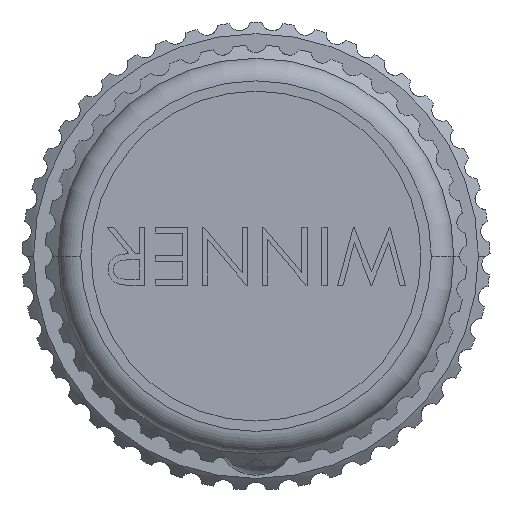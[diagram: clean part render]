
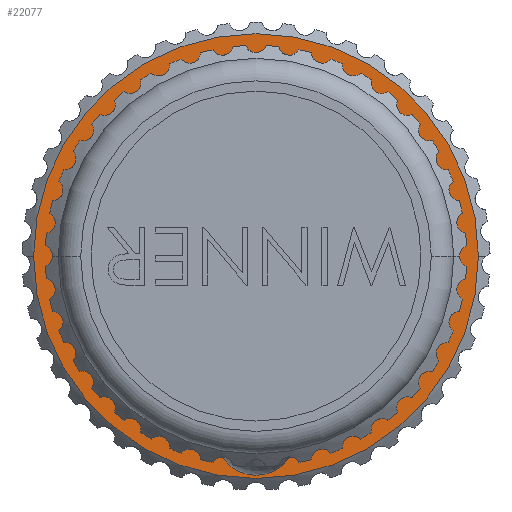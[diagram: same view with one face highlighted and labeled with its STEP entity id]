
A CAD part, left-side view. The second image highlights one B-rep face of the part: STEP entity #22077.
In plain terms, the highlighted planar face has unit normal (-1, 0, 0).
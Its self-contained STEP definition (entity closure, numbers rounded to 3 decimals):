
#24 = CARTESIAN_POINT ( 'NONE',  ( -14.52, -4.28, 1.786 ) ) ;
#808 = AXIS2_PLACEMENT_3D ( 'NONE', #16160, #25082, #18527 ) ;
#1198 = AXIS2_PLACEMENT_3D ( 'NONE', #24390, #18026, #11090 ) ;
#1332 = EDGE_CURVE ( 'NONE', #17301, #19351, #9217, .T. ) ;
#1475 = CARTESIAN_POINT ( 'NONE',  ( -14.52, -0.907, -4.087 ) ) ;
#1578 = CARTESIAN_POINT ( 'NONE',  ( -14.52, -2.096, -3.681 ) ) ;
#1963 = ORIENTED_EDGE ( 'NONE', *, *, #19502, .F. ) ;
#2312 = EDGE_CURVE ( 'NONE', #20727, #25679, #10237, .T. ) ;
#2587 = CARTESIAN_POINT ( 'NONE',  ( -14.52, 3.436, 2.953 ) ) ;
#2692 = CARTESIAN_POINT ( 'NONE',  ( -14.52, 1.671, 4.364 ) ) ;
#2889 = CIRCLE ( 'NONE', #27102, 4.7 ) ;
#2893 = EDGE_CURVE ( 'NONE', #13786, #21712, #26075, .T. ) ;
#3731 = CARTESIAN_POINT ( 'NONE',  ( -14.52, 4.18, -0.822 ) ) ;
#3755 = DIRECTION ( 'NONE',  ( 0., 1., 0. ) ) ;
#3825 = CARTESIAN_POINT ( 'NONE',  ( -14.52, 2.056, -3.623 ) ) ;
#4024 = CARTESIAN_POINT ( 'NONE',  ( -14.52, -1.601, -3.889 ) ) ;
#4051 = PLANE ( 'NONE',  #6891 ) ;
#4201 = B_SPLINE_CURVE_WITH_KNOTS ( 'NONE', 3,
 ( #15173, #12931, #1578, #4024, #21574, #8051, #1475, #23813, #28270, #5797, #5895, #10413, #5983, #14897, #3825, #21471, #17147, #12840, #23724, #14791, #28457, #28176, #3731 ),
 .UNSPECIFIED., .F., .F.,
 ( 4, 2, 2, 2, 2, 2, 1, 2, 2, 2, 2, 4 ),
 ( 0., 0.001, 0.002, 0.002, 0.003, 0.004, 0.004, 0.005, 0.005, 0.007, 0.008, 0.009 ),
 .UNSPECIFIED. ) ;
#4425 = CARTESIAN_POINT ( 'NONE',  ( -14.52, -4.508, -0.183 ) ) ;
#4746 = CARTESIAN_POINT ( 'NONE',  ( -14.52, 3.999, 1.968 ) ) ;
#4774 = ORIENTED_EDGE ( 'NONE', *, *, #1332, .T. ) ;
#4837 = CARTESIAN_POINT ( 'NONE',  ( -14.52, 1.137, 4.561 ) ) ;
#5797 = CARTESIAN_POINT ( 'NONE',  ( -14.52, 0.524, -4.134 ) ) ;
#5895 = CARTESIAN_POINT ( 'NONE',  ( -14.52, 0.705, -4.106 ) ) ;
#5983 = CARTESIAN_POINT ( 'NONE',  ( -14.52, 1.402, -3.928 ) ) ;
#6470 = CARTESIAN_POINT ( 'NONE',  ( -14.52, -3.776, 2.799 ) ) ;
#6492 = CARTESIAN_POINT ( 'NONE',  ( -14.52, -3.544, -2.512 ) ) ;
#6587 = CARTESIAN_POINT ( 'NONE',  ( -14.52, -4.528, 0.105 ) ) ;
#6676 = CARTESIAN_POINT ( 'NONE',  ( -14.52, -4.014, -1.804 ) ) ;
#6891 = AXIS2_PLACEMENT_3D ( 'NONE', #23838, #10337, #3755 ) ;
#7094 = CARTESIAN_POINT ( 'NONE',  ( -14.52, 2.175, 4.095 ) ) ;
#7200 = CARTESIAN_POINT ( 'NONE',  ( -14.52, 3.062, 3.386 ) ) ;
#8051 = CARTESIAN_POINT ( 'NONE',  ( -14.52, -1.086, -4.048 ) ) ;
#9217 = B_SPLINE_CURVE_WITH_KNOTS ( 'NONE', 3,
 ( #24574, #26629, #17756, #24, #11098, #26823, #15481, #6587, #4425, #28959, #22359, #24397, #6676, #13318, #6492, #22168, #13236, #11188 ),
 .UNSPECIFIED., .F., .F.,
 ( 4, 2, 2, 2, 2, 2, 2, 2, 4 ),
 ( 0., 0.001, 0.002, 0.003, 0.004, 0.004, 0.005, 0.006, 0.007 ),
 .UNSPECIFIED. ) ;
#9354 = EDGE_LOOP ( 'NONE', ( #17175, #15567 ) ) ;
#9550 = CARTESIAN_POINT ( 'NONE',  ( -14.52, 4.246, 1.153 ) ) ;
#10237 = B_SPLINE_CURVE_WITH_KNOTS ( 'NONE', 3,
 ( #16184, #22975, #14132, #16009, #16096, #9550, #27417, #4746, #18165, #20800, #2587, #7200, #23065, #11805, #7094, #2692, #20517, #4837 ),
 .UNSPECIFIED., .F., .F.,
 ( 4, 2, 2, 2, 2, 2, 2, 2, 4 ),
 ( 0., 0.001, 0.002, 0.003, 0.003, 0.004, 0.005, 0.006, 0.007 ),
 .UNSPECIFIED. ) ;
#10337 = DIRECTION ( 'NONE',  ( -1., 0., 0. ) ) ;
#10413 = CARTESIAN_POINT ( 'NONE',  ( -14.52, 1.057, -4.028 ) ) ;
#11090 = DIRECTION ( 'NONE',  ( 0., 1., 0. ) ) ;
#11098 = CARTESIAN_POINT ( 'NONE',  ( -14.52, -4.365, 1.51 ) ) ;
#11188 = CARTESIAN_POINT ( 'NONE',  ( -14.52, -2.709, -3.288 ) ) ;
#11805 = CARTESIAN_POINT ( 'NONE',  ( -14.52, 2.414, 3.937 ) ) ;
#11851 = DIRECTION ( 'NONE',  ( -1., 0., 0. ) ) ;
#12363 = EDGE_CURVE ( 'NONE', #21712, #13786, #24437, .T. ) ;
#12840 = CARTESIAN_POINT ( 'NONE',  ( -14.52, 2.931, -2.992 ) ) ;
#12931 = CARTESIAN_POINT ( 'NONE',  ( -14.52, -2.413, -3.5 ) ) ;
#13236 = CARTESIAN_POINT ( 'NONE',  ( -14.52, -2.942, -3.121 ) ) ;
#13318 = CARTESIAN_POINT ( 'NONE',  ( -14.52, -3.717, -2.285 ) ) ;
#13786 = VERTEX_POINT ( 'NONE', #28000 ) ;
#14132 = CARTESIAN_POINT ( 'NONE',  ( -14.52, 4.299, -0.265 ) ) ;
#14682 = CARTESIAN_POINT ( 'NONE',  ( -14.52, 15.3, 0. ) ) ;
#14791 = CARTESIAN_POINT ( 'NONE',  ( -14.52, 3.619, -2.152 ) ) ;
#14897 = CARTESIAN_POINT ( 'NONE',  ( -14.52, 1.733, -3.787 ) ) ;
#15173 = CARTESIAN_POINT ( 'NONE',  ( -14.52, -2.709, -3.288 ) ) ;
#15481 = CARTESIAN_POINT ( 'NONE',  ( -14.52, -4.515, 0.674 ) ) ;
#15567 = ORIENTED_EDGE ( 'NONE', *, *, #12363, .T. ) ;
#16009 = CARTESIAN_POINT ( 'NONE',  ( -14.52, 4.333, 0.301 ) ) ;
#16096 = CARTESIAN_POINT ( 'NONE',  ( -14.52, 4.322, 0.589 ) ) ;
#16160 = CARTESIAN_POINT ( 'NONE',  ( -14.52, 0., 0. ) ) ;
#16184 = CARTESIAN_POINT ( 'NONE',  ( -14.52, 4.18, -0.822 ) ) ;
#16856 = CARTESIAN_POINT ( 'NONE',  ( -14.52, 4.18, -0.822 ) ) ;
#17147 = CARTESIAN_POINT ( 'NONE',  ( -14.52, 2.661, -3.229 ) ) ;
#17175 = ORIENTED_EDGE ( 'NONE', *, *, #2893, .T. ) ;
#17301 = VERTEX_POINT ( 'NONE', #6470 ) ;
#17756 = CARTESIAN_POINT ( 'NONE',  ( -14.52, -4.063, 2.309 ) ) ;
#18026 = DIRECTION ( 'NONE',  ( -1., 0., 0. ) ) ;
#18165 = CARTESIAN_POINT ( 'NONE',  ( -14.52, 3.881, 2.23 ) ) ;
#18492 = FACE_OUTER_BOUND ( 'NONE', #9354, .T. ) ;
#18527 = DIRECTION ( 'NONE',  ( 0., 1., 0. ) ) ;
#19068 = EDGE_CURVE ( 'NONE', #19351, #20727, #4201, .T. ) ;
#19351 = VERTEX_POINT ( 'NONE', #22824 ) ;
#19502 = EDGE_CURVE ( 'NONE', #17301, #25679, #2889, .T. ) ;
#19635 = EDGE_LOOP ( 'NONE', ( #4774, #25463, #27489, #1963 ) ) ;
#20517 = CARTESIAN_POINT ( 'NONE',  ( -14.52, 1.409, 4.474 ) ) ;
#20727 = VERTEX_POINT ( 'NONE', #16856 ) ;
#20748 = CARTESIAN_POINT ( 'NONE',  ( -14.52, 0., 0. ) ) ;
#20800 = CARTESIAN_POINT ( 'NONE',  ( -14.52, 3.6, 2.721 ) ) ;
#20951 = DIRECTION ( 'NONE',  ( 0., -1., 0. ) ) ;
#21471 = CARTESIAN_POINT ( 'NONE',  ( -14.52, 2.213, -3.531 ) ) ;
#21574 = CARTESIAN_POINT ( 'NONE',  ( -14.52, -1.432, -3.949 ) ) ;
#21712 = VERTEX_POINT ( 'NONE', #14682 ) ;
#22077 = ADVANCED_FACE ( 'NONE', ( #18492, #22712 ), #4051, .T. ) ;
#22168 = CARTESIAN_POINT ( 'NONE',  ( -14.52, -3.155, -2.931 ) ) ;
#22359 = CARTESIAN_POINT ( 'NONE',  ( -14.52, -4.342, -1.013 ) ) ;
#22712 = FACE_BOUND ( 'NONE', #19635, .T. ) ;
#22824 = CARTESIAN_POINT ( 'NONE',  ( -14.52, -2.709, -3.288 ) ) ;
#22975 = CARTESIAN_POINT ( 'NONE',  ( -14.52, 4.254, -0.545 ) ) ;
#23065 = CARTESIAN_POINT ( 'NONE',  ( -14.52, 2.856, 3.583 ) ) ;
#23724 = CARTESIAN_POINT ( 'NONE',  ( -14.52, 3.415, -2.448 ) ) ;
#23813 = CARTESIAN_POINT ( 'NONE',  ( -14.52, -0.372, -4.172 ) ) ;
#23838 = CARTESIAN_POINT ( 'NONE',  ( -14.52, 0., 0. ) ) ;
#24390 = CARTESIAN_POINT ( 'NONE',  ( -14.52, 0., 0. ) ) ;
#24397 = CARTESIAN_POINT ( 'NONE',  ( -14.52, -4.141, -1.547 ) ) ;
#24437 = CIRCLE ( 'NONE', #1198, 15.3 ) ;
#24574 = CARTESIAN_POINT ( 'NONE',  ( -14.52, -3.776, 2.799 ) ) ;
#25082 = DIRECTION ( 'NONE',  ( -1., 0., 0. ) ) ;
#25463 = ORIENTED_EDGE ( 'NONE', *, *, #19068, .T. ) ;
#25679 = VERTEX_POINT ( 'NONE', #27381 ) ;
#26075 = CIRCLE ( 'NONE', #808, 15.3 ) ;
#26629 = CARTESIAN_POINT ( 'NONE',  ( -14.52, -3.931, 2.56 ) ) ;
#26823 = CARTESIAN_POINT ( 'NONE',  ( -14.52, -4.482, 0.954 ) ) ;
#27102 = AXIS2_PLACEMENT_3D ( 'NONE', #20748, #11851, #20951 ) ;
#27381 = CARTESIAN_POINT ( 'NONE',  ( -14.52, 1.137, 4.561 ) ) ;
#27417 = CARTESIAN_POINT ( 'NONE',  ( -14.52, 4.182, 1.429 ) ) ;
#27489 = ORIENTED_EDGE ( 'NONE', *, *, #2312, .T. ) ;
#28000 = CARTESIAN_POINT ( 'NONE',  ( -14.52, -15.3, 0. ) ) ;
#28176 = CARTESIAN_POINT ( 'NONE',  ( -14.52, 4.086, -1.173 ) ) ;
#28270 = CARTESIAN_POINT ( 'NONE',  ( -14.52, -0.014, -4.184 ) ) ;
#28457 = CARTESIAN_POINT ( 'NONE',  ( -14.52, 3.955, -1.515 ) ) ;
#28959 = CARTESIAN_POINT ( 'NONE',  ( -14.52, -4.415, -0.74 ) ) ;
